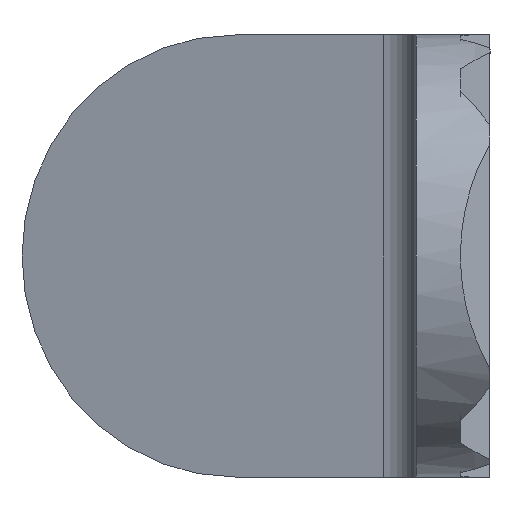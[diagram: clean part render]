
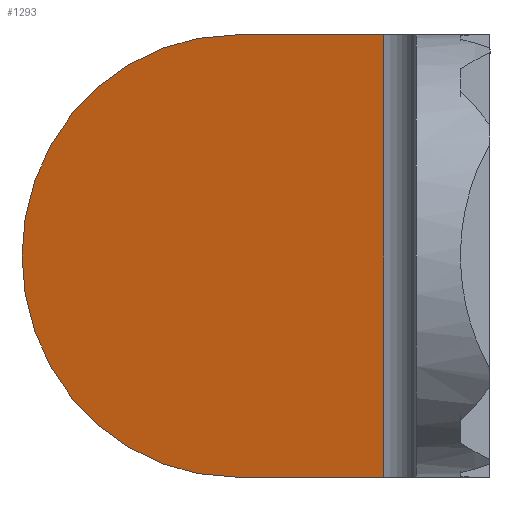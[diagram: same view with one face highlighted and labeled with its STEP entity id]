
A CAD part, left-side view. The second image highlights one B-rep face of the part: STEP entity #1293.
In plain terms, the highlighted planar face has unit normal (-0.966, 0.259, 0).
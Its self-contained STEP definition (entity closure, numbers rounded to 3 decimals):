
#32=CIRCLE('',#1383,15.);
#79=FACE_OUTER_BOUND('',#144,.T.);
#144=EDGE_LOOP('',(#966,#967,#968,#969,#970,#971,#972,#973));
#284=LINE('',#2055,#449);
#285=LINE('',#2057,#450);
#286=LINE('',#2059,#451);
#287=LINE('',#2061,#452);
#288=LINE('',#2063,#453);
#289=LINE('',#2067,#454);
#290=LINE('',#2068,#455);
#449=VECTOR('',#1628,10.);
#450=VECTOR('',#1629,10.);
#451=VECTOR('',#1630,10.);
#452=VECTOR('',#1631,10.);
#453=VECTOR('',#1632,10.);
#454=VECTOR('',#1635,10.);
#455=VECTOR('',#1636,10.);
#603=VERTEX_POINT('',#2053);
#604=VERTEX_POINT('',#2054);
#605=VERTEX_POINT('',#2056);
#606=VERTEX_POINT('',#2058);
#607=VERTEX_POINT('',#2060);
#608=VERTEX_POINT('',#2062);
#609=VERTEX_POINT('',#2064);
#610=VERTEX_POINT('',#2066);
#753=EDGE_CURVE('',#603,#604,#284,.T.);
#754=EDGE_CURVE('',#605,#604,#285,.T.);
#755=EDGE_CURVE('',#605,#606,#286,.T.);
#756=EDGE_CURVE('',#606,#607,#287,.T.);
#757=EDGE_CURVE('',#607,#608,#288,.T.);
#758=EDGE_CURVE('',#608,#609,#32,.T.);
#759=EDGE_CURVE('',#609,#610,#289,.T.);
#760=EDGE_CURVE('',#610,#603,#290,.T.);
#966=ORIENTED_EDGE('',*,*,#753,.T.);
#967=ORIENTED_EDGE('',*,*,#754,.F.);
#968=ORIENTED_EDGE('',*,*,#755,.T.);
#969=ORIENTED_EDGE('',*,*,#756,.T.);
#970=ORIENTED_EDGE('',*,*,#757,.T.);
#971=ORIENTED_EDGE('',*,*,#758,.T.);
#972=ORIENTED_EDGE('',*,*,#759,.T.);
#973=ORIENTED_EDGE('',*,*,#760,.T.);
#1232=PLANE('',#1382);
#1293=ADVANCED_FACE('',(#79),#1232,.T.);
#1382=AXIS2_PLACEMENT_3D('',#2052,#1626,#1627);
#1383=AXIS2_PLACEMENT_3D('',#2065,#1633,#1634);
#1626=DIRECTION('center_axis',(-0.966,0.259,0.));
#1627=DIRECTION('ref_axis',(0.,0.,1.));
#1628=DIRECTION('',(-0.259,-0.966,0.));
#1629=DIRECTION('',(0.,0.,-1.));
#1630=DIRECTION('',(0.259,0.966,0.));
#1631=DIRECTION('',(0.259,0.966,0.));
#1632=DIRECTION('',(0.259,0.966,0.));
#1633=DIRECTION('center_axis',(-0.966,0.259,0.));
#1634=DIRECTION('ref_axis',(0.,0.,-1.));
#1635=DIRECTION('',(-0.259,-0.966,0.));
#1636=DIRECTION('',(-0.259,-0.966,0.));
#2052=CARTESIAN_POINT('Origin',(30.992,36.904,19.632));
#2053=CARTESIAN_POINT('',(27.161,22.606,-15.368));
#2054=CARTESIAN_POINT('',(27.059,22.224,-15.368));
#2055=CARTESIAN_POINT('',(27.161,22.606,-15.368));
#2056=CARTESIAN_POINT('',(27.059,22.224,14.632));
#2057=CARTESIAN_POINT('',(27.059,22.224,14.632));
#2058=CARTESIAN_POINT('',(27.161,22.606,14.632));
#2059=CARTESIAN_POINT('',(27.059,22.224,14.632));
#2060=CARTESIAN_POINT('',(27.781,24.918,14.632));
#2061=CARTESIAN_POINT('',(27.161,22.606,14.632));
#2062=CARTESIAN_POINT('',(29.749,32.265,14.632));
#2063=CARTESIAN_POINT('',(27.781,24.918,14.632));
#2064=CARTESIAN_POINT('',(29.749,32.265,-15.368));
#2065=CARTESIAN_POINT('Origin',(29.749,32.265,-0.368));
#2066=CARTESIAN_POINT('',(27.781,24.918,-15.368));
#2067=CARTESIAN_POINT('',(29.749,32.265,-15.368));
#2068=CARTESIAN_POINT('',(27.781,24.918,-15.368));
